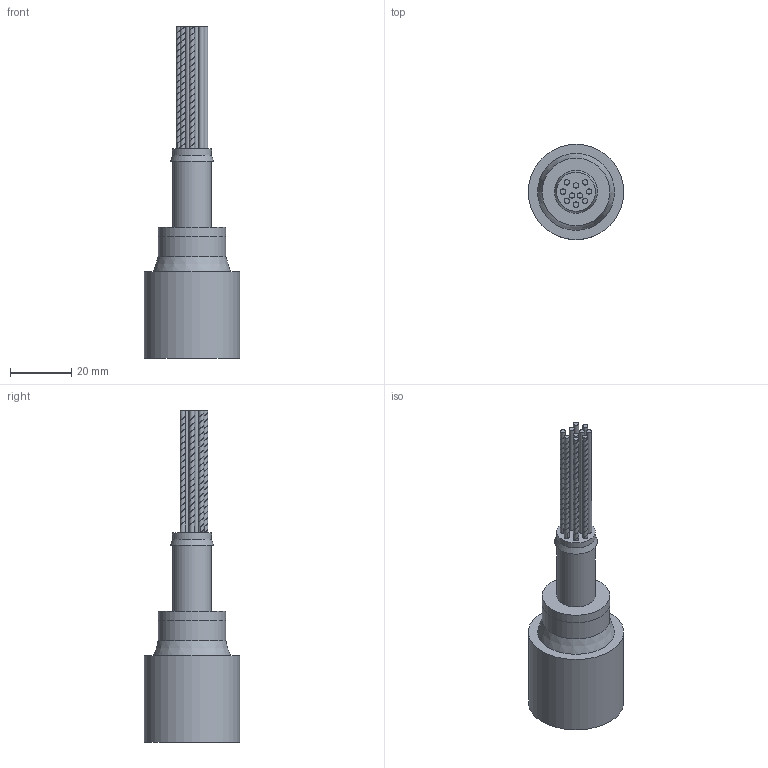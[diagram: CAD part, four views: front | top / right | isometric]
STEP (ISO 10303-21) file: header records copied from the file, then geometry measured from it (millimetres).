
FILE_DESCRIPTION(/* description */ (''),/* implementation_level */ '2;1');
FILE_NAME(/* name */ 'PBOF10F.stp',/* time_stamp */ '2014-11-28T08:36:35+01:00',/* author */ ('sh'),/* organization */ (''),/* preprocessor_version */ 'ST-DEVELOPER v15.2',/* originating_system */ 'Autodesk Inventor 2014',/* authorisation */ '');
FILE_SCHEMA (('AUTOMOTIVE_DESIGN { 1 0 10303 214 3 1 1 }'));
Length unit declared in the file: millimetre
Products named in the file (1): PBOF10F
Bounding box: 31 x 31 x 108 mm (x, y, z)
Volume: 27642 mm3; surface area: 11242.8 mm2
Topology: 1 solids, 1 shells, 273 faces, 671 edges, 442 vertices
Faces by surface type: bspline 122, plane 120, cylinder 29, cone 2
Full cylindrical faces by diameter (mm): 1.7 x6, 4.8 x10, 12.7 x2, 21.98 x1, 22 x1, 31 x1
Entity records: 12198 total; most frequent: CARTESIAN_POINT 6316, ORIENTED_EDGE 1302, DIRECTION 760, EDGE_CURVE 647, VERTEX_POINT 441, LINE 350, VECTOR 350, EDGE_LOOP 338
